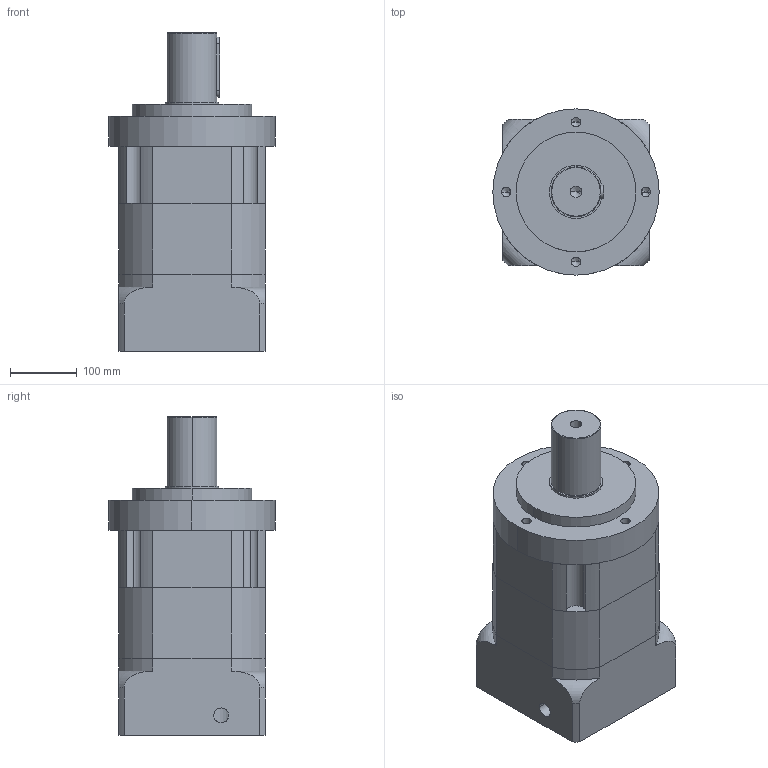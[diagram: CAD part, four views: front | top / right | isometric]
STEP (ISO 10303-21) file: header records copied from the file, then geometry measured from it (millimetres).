
FILE_DESCRIPTION (( 'STEP AP214' ), '1' );
FILE_NAME ('DML220-L2-XX-38-180-215-M12_2019.STEP', '2019-09-24T09:32:28', ( 'Y' ), ( 'NCU' ), 'SwSTEP 2.0', 'SolidWorks 2016', '' );
FILE_SCHEMA (( 'AUTOMOTIVE_DESIGN' ));
Length unit declared in the file: millimetre
Products named in the file (1): DML220-L2-XX-38-180-215-M12_2019
Bounding box: 250 x 250 x 479.5 mm (x, y, z)
Volume: 16198277.5 mm3; surface area: 837045.5 mm2
Topology: 4 solids, 4 shells, 271 faces, 641 edges, 406 vertices
Faces by surface type: cylinder 117, plane 114, cone 34, torus 6
Entity records: 9444 total; most frequent: CARTESIAN_POINT 2073, DIRECTION 1394, ORIENTED_EDGE 1246, EDGE_CURVE 623, AXIS2_PLACEMENT_3D 519, VERTEX_POINT 406, LINE 356, VECTOR 356
